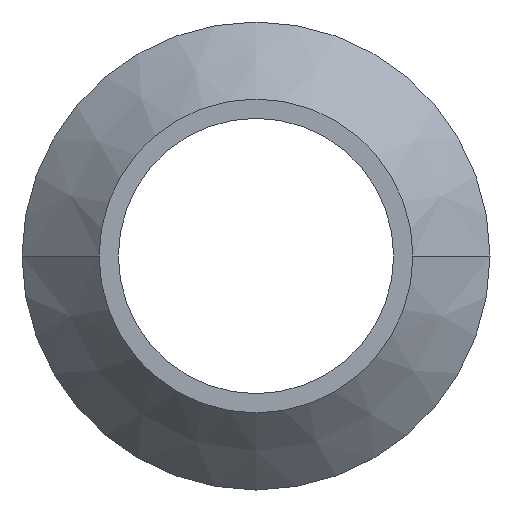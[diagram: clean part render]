
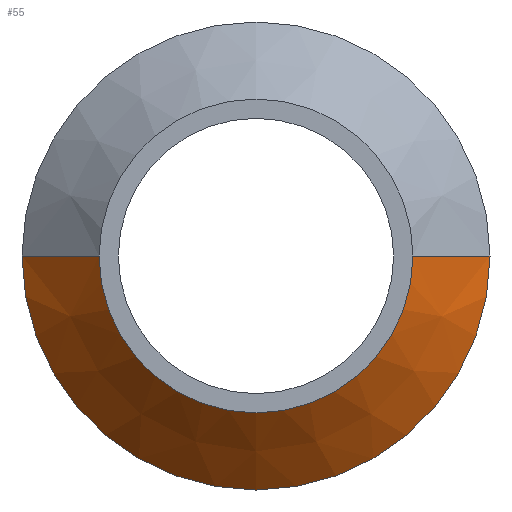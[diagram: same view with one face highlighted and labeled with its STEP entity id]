
A CAD part, left-side view. The second image highlights one B-rep face of the part: STEP entity #55.
In plain terms, the highlighted conical face has half-angle 45 degrees and reference radius 3.55 mm.
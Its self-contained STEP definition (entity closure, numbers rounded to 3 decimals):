
#55=ADVANCED_FACE('',(#80),#81,.T.);
#80=FACE_OUTER_BOUND('',#110,.T.);
#81=CONICAL_SURFACE('',#111,3.55,0.785);
#110=EDGE_LOOP('',(#184,#185,#186,#187));
#111=AXIS2_PLACEMENT_3D('',#188,#189,#190);
#184=ORIENTED_EDGE('',*,*,#238,.T.);
#185=ORIENTED_EDGE('',*,*,#239,.T.);
#186=ORIENTED_EDGE('',*,*,#240,.F.);
#187=ORIENTED_EDGE('',*,*,#241,.F.);
#188=CARTESIAN_POINT('',(-1.55,0.0,0.0));
#189=DIRECTION('',(1.0,0.0,-0.0));
#190=DIRECTION('',(0.0,-1.0,0.0));
#238=EDGE_CURVE('',#273,#274,#278,.T.);
#239=EDGE_CURVE('',#274,#279,#280,.T.);
#240=EDGE_CURVE('',#281,#279,#282,.T.);
#241=EDGE_CURVE('',#273,#281,#283,.T.);
#273=VERTEX_POINT('',#323);
#274=VERTEX_POINT('',#324);
#278=CIRCLE('',#330,4.25);
#279=VERTEX_POINT('',#331);
#280=LINE('',#332,#333);
#281=VERTEX_POINT('',#334);
#282=CIRCLE('',#335,2.85);
#283=LINE('',#336,#337);
#323=CARTESIAN_POINT('',(-0.85,4.25,0.0));
#324=CARTESIAN_POINT('',(-0.85,-4.25,0.0));
#330=AXIS2_PLACEMENT_3D('',#388,#389,#390);
#331=CARTESIAN_POINT('',(-2.25,-2.85,0.0));
#332=CARTESIAN_POINT('',(-0.85,-4.25,0.0));
#333=VECTOR('',#391,1.98);
#334=CARTESIAN_POINT('',(-2.25,2.85,0.0));
#335=AXIS2_PLACEMENT_3D('',#392,#393,#394);
#336=CARTESIAN_POINT('',(-0.85,4.25,0.0));
#337=VECTOR('',#395,1.98);
#388=CARTESIAN_POINT('',(-0.85,0.0,0.0));
#389=DIRECTION('',(-1.0,0.0,0.0));
#390=DIRECTION('',(0.0,1.0,0.0));
#391=DIRECTION('',(-0.707,0.707,0.0));
#392=CARTESIAN_POINT('',(-2.25,0.0,0.0));
#393=DIRECTION('',(-1.0,0.0,0.0));
#394=DIRECTION('',(0.0,1.0,0.0));
#395=DIRECTION('',(-0.707,-0.707,0.0));
